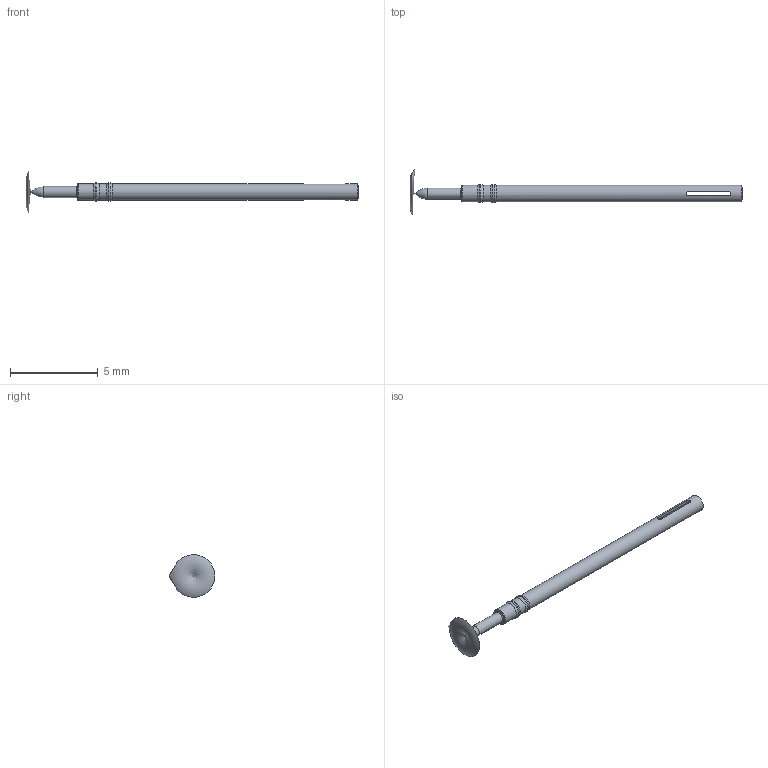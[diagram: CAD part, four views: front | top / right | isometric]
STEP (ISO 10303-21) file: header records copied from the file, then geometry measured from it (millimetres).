
FILE_DESCRIPTION (( 'STEP AP214' ), '1' );
FILE_NAME ('X50-TJ-2.STEP', '2017-06-07T13:23:42', ( '' ), ( '' ), 'SwSTEP 2.0', 'SolidWorks 2016', '' );
FILE_SCHEMA (( 'AUTOMOTIVE_DESIGN' ));
Length unit declared in the file: inch
Products named in the file (1): X50-TJ-2
Bounding box: 18.9 x 2.61 x 2.41 mm (x, y, z)
Volume: 12.6 mm3; surface area: 65.5 mm2
Topology: 1 solids, 1 shells, 27 faces, 70 edges, 44 vertices
Faces by surface type: cylinder 11, cone 7, plane 6, torus 3
Full cylindrical faces by diameter (mm): 0.635 x1, 0.648 x1, 0.94 x3, 1.029 x2
Entity records: 929 total; most frequent: CARTESIAN_POINT 351, DIRECTION 110, ORIENTED_EDGE 90, AXIS2_PLACEMENT_3D 47, EDGE_LOOP 46, EDGE_CURVE 45, FACE_OUTER_BOUND 36, VERTEX_POINT 35
